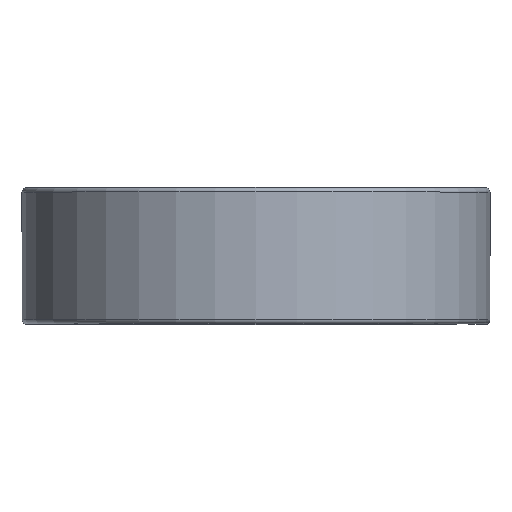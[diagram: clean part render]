
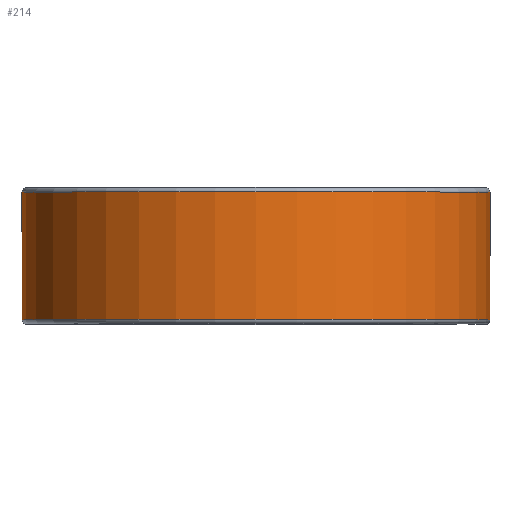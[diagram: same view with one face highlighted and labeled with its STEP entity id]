
A CAD part, top view. The second image highlights one B-rep face of the part: STEP entity #214.
In plain terms, the highlighted cylindrical face has radius 40.907 mm (diameter 81.813 mm), a partial arc.
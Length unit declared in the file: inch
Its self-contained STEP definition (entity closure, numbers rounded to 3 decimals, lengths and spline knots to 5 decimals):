
#33 = EDGE_LOOP ( 'NONE', ( #1820, #523, #1208, #1206 ) ) ;
#68 = DIRECTION ( 'NONE',  ( 0., 0., -1. ) ) ;
#80 = DIRECTION ( 'NONE',  ( 0., 0., -1. ) ) ;
#214 = ADVANCED_FACE ( 'NONE', ( #2272 ), #745, .T. ) ;
#440 = VERTEX_POINT ( 'NONE', #747 ) ;
#523 = ORIENTED_EDGE ( 'NONE', *, *, #1543, .T. ) ;
#572 = VECTOR ( 'NONE', #728, 39.37008 ) ;
#665 = DIRECTION ( 'NONE',  ( 0., 0., -1. ) ) ;
#680 = DIRECTION ( 'NONE',  ( 0., -1., 0. ) ) ;
#728 = DIRECTION ( 'NONE',  ( 0., 1., 0. ) ) ;
#737 = LINE ( 'NONE', #1256, #1203 ) ;
#745 = CYLINDRICAL_SURFACE ( 'NONE', #2407, 1.6105 ) ;
#747 = CARTESIAN_POINT ( 'NONE',  ( 0., 0.43875, -1.6105 ) ) ;
#1042 = VERTEX_POINT ( 'NONE', #2230 ) ;
#1062 = EDGE_CURVE ( 'NONE', #2042, #1042, #737, .T. ) ;
#1197 = DIRECTION ( 'NONE',  ( 0., -1., 0. ) ) ;
#1203 = VECTOR ( 'NONE', #1461, 39.37008 ) ;
#1206 = ORIENTED_EDGE ( 'NONE', *, *, #2018, .F. ) ;
#1208 = ORIENTED_EDGE ( 'NONE', *, *, #1799, .F. ) ;
#1218 = DIRECTION ( 'NONE',  ( 0., -1., 0. ) ) ;
#1228 = AXIS2_PLACEMENT_3D ( 'NONE', #2370, #1218, #80 ) ;
#1256 = CARTESIAN_POINT ( 'NONE',  ( 1.6105, 0.43875, 0. ) ) ;
#1422 = CARTESIAN_POINT ( 'NONE',  ( 1.6105, -0.43875, 0. ) ) ;
#1461 = DIRECTION ( 'NONE',  ( 0., 1., 0. ) ) ;
#1543 = EDGE_CURVE ( 'NONE', #1042, #440, #1649, .T. ) ;
#1649 = CIRCLE ( 'NONE', #1228, 1.6105 ) ;
#1799 = EDGE_CURVE ( 'NONE', #2216, #440, #2026, .T. ) ;
#1820 = ORIENTED_EDGE ( 'NONE', *, *, #1062, .T. ) ;
#2018 = EDGE_CURVE ( 'NONE', #2042, #2216, #2336, .T. ) ;
#2026 = LINE ( 'NONE', #2119, #572 ) ;
#2042 = VERTEX_POINT ( 'NONE', #1422 ) ;
#2119 = CARTESIAN_POINT ( 'NONE',  ( 0., 0.43875, -1.6105 ) ) ;
#2208 = CARTESIAN_POINT ( 'NONE',  ( 0., 0.4375, 0. ) ) ;
#2216 = VERTEX_POINT ( 'NONE', #2405 ) ;
#2230 = CARTESIAN_POINT ( 'NONE',  ( 1.6105, 0.43875, 0. ) ) ;
#2272 = FACE_OUTER_BOUND ( 'NONE', #33, .T. ) ;
#2302 = AXIS2_PLACEMENT_3D ( 'NONE', #2353, #1197, #68 ) ;
#2336 = CIRCLE ( 'NONE', #2302, 1.6105 ) ;
#2353 = CARTESIAN_POINT ( 'NONE',  ( 0., -0.43875, 0. ) ) ;
#2370 = CARTESIAN_POINT ( 'NONE',  ( 0., 0.43875, 0. ) ) ;
#2405 = CARTESIAN_POINT ( 'NONE',  ( 0., -0.43875, -1.6105 ) ) ;
#2407 = AXIS2_PLACEMENT_3D ( 'NONE', #2208, #680, #665 ) ;
